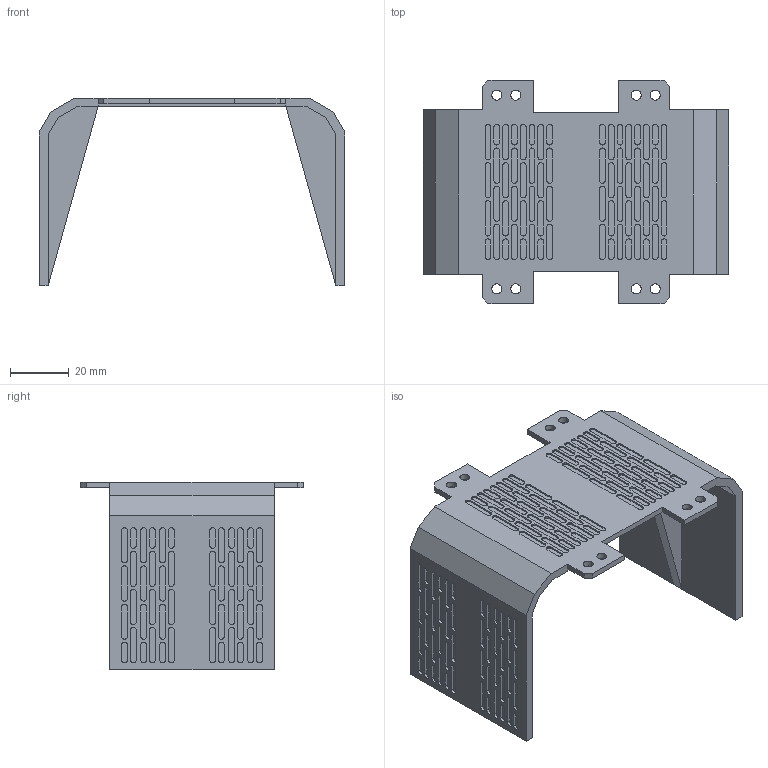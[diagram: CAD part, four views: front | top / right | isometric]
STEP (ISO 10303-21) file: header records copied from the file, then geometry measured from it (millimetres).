
FILE_DESCRIPTION(/* description */ (''),/* implementation_level */ '2;1');
FILE_NAME(/* name */ 'Suspension Electronics Cover.step',/* time_stamp */ '2025-04-26T00:36:48+02:00',/* author */ (''),/* organization */ (''),/* preprocessor_version */ 'ST-DEVELOPER v20.1',/* originating_system */ 'Autodesk Translation Framework v14.4.0.0',/* authorisation */ '');
FILE_SCHEMA (('AUTOMOTIVE_DESIGN { 1 0 10303 214 3 1 1 }'));
Length unit declared in the file: millimetre
Products named in the file (1): Thumper Kabelabdeckung
Bounding box: 104 x 76 x 64 mm (x, y, z)
Volume: 37893.2 mm3; surface area: 32029.4 mm2
Topology: 1 solids, 1 shells, 866 faces, 2104 edges, 1400 vertices
Faces by surface type: plane 538, cylinder 328
Full cylindrical faces by diameter (mm): 3.4 x8
Entity records: 25505 total; most frequent: DIRECTION 4494, CARTESIAN_POINT 4371, ORIENTED_EDGE 4208, EDGE_CURVE 2104, AXIS2_PLACEMENT_3D 1523, LINE 1448, VECTOR 1448, VERTEX_POINT 1400
